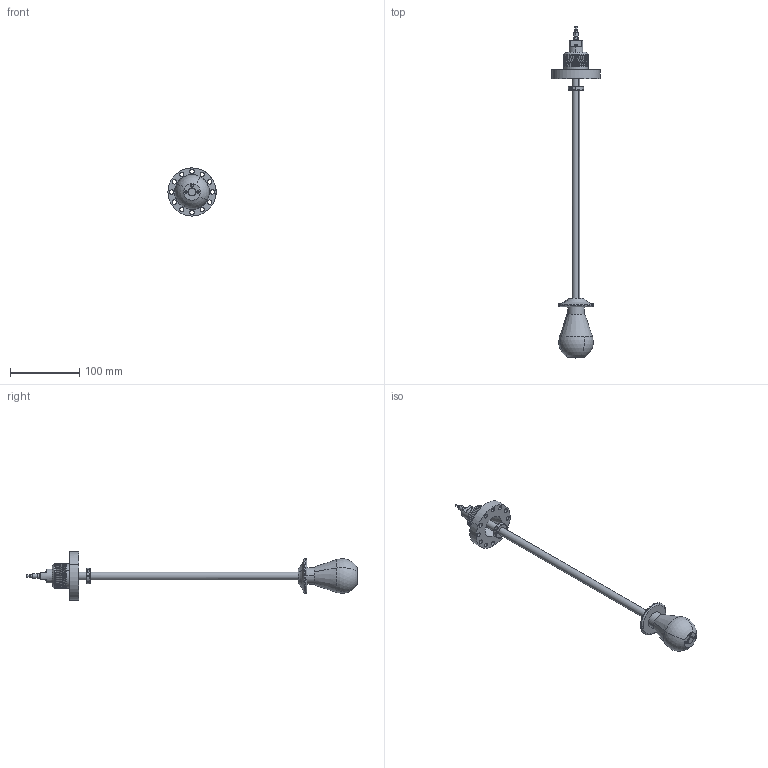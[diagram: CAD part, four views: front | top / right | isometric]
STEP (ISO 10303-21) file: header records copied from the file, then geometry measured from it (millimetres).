
FILE_DESCRIPTION(('CATIA V5 STEP Exchange'),'2;1');
FILE_NAME('WMG40-0300-0063.stp','2019-03-13T13:41:27+00:00',('none'),('none'),'CATIA Version 5 Release 20 SP 7 (IN-10)','CATIA V5 STEP AP214','none');
FILE_SCHEMA(('AUTOMOTIVE_DESIGN { 1 0 10303 214 1 1 1 1 }'));
Length unit declared in the file: millimetre
Products named in the file (1): WMG40-0300-0063_AllCATPart
Bounding box: 69.49 x 478.6 x 69.48 mm (x, y, z)
Volume: 157851.4 mm3; surface area: 110974.7 mm2
Topology: 5 solids, 22 shells, 880 faces, 2173 edges, 1357 vertices
Faces by surface type: plane 312, cylinder 257, cone 190, bspline 60, torus 53, sphere 8
Entity records: 33260 total; most frequent: CARTESIAN_POINT 11206, ORIENTED_EDGE 4294, DIRECTION 3184, EDGE_CURVE 2147, AXIS2_PLACEMENT_3D 1530, VERTEX_POINT 1357, EDGE_LOOP 988, VECTOR 971
